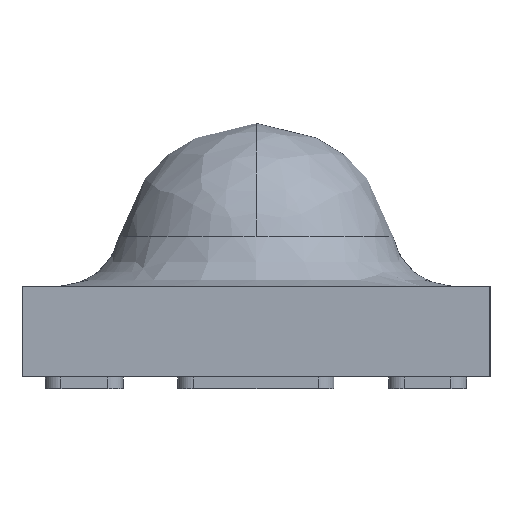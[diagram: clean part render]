
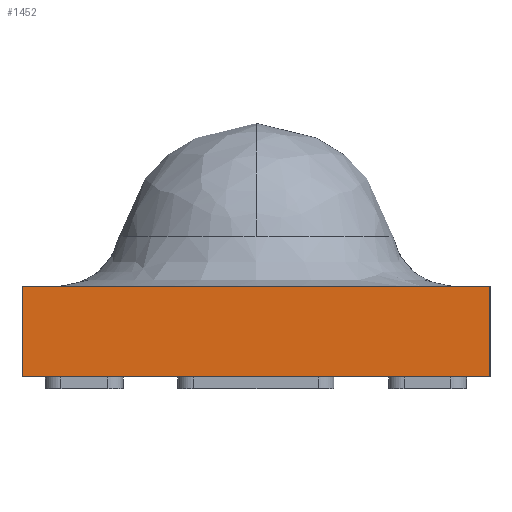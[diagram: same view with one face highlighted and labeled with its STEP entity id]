
A CAD part, front view. The second image highlights one B-rep face of the part: STEP entity #1452.
In plain terms, the highlighted planar face has unit normal (0, -1, 0).
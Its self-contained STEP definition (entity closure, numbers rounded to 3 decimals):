
#103 = CARTESIAN_POINT ( 'NONE',  ( 1.5, -1.5, -0.58 ) ) ;
#224 = CARTESIAN_POINT ( 'NONE',  ( 1.5, -1.5, -0.58 ) ) ;
#231 = DIRECTION ( 'NONE',  ( 1., 0., 0. ) ) ;
#232 = DIRECTION ( 'NONE',  ( 0., 0., -1. ) ) ;
#234 = CARTESIAN_POINT ( 'NONE',  ( -1.5, -1.5, -0.58 ) ) ;
#244 = CARTESIAN_POINT ( 'NONE',  ( 1.5, -1.5, -0.2 ) ) ;
#245 = DIRECTION ( 'NONE',  ( 0., 0., -1. ) ) ;
#246 = CARTESIAN_POINT ( 'NONE',  ( -1.5, -1.5, 0. ) ) ;
#247 = DIRECTION ( 'NONE',  ( 1., 0., 0. ) ) ;
#393 = CARTESIAN_POINT ( 'NONE',  ( -1.5, -1.5, 0. ) ) ;
#408 = CARTESIAN_POINT ( 'NONE',  ( -1.5, -1.5, -0.58 ) ) ;
#425 = CARTESIAN_POINT ( 'NONE',  ( 1.5, -1.5, 0. ) ) ;
#554 = LINE ( 'NONE', #244, #558 ) ;
#557 = LINE ( 'NONE', #246, #561 ) ;
#558 = VECTOR ( 'NONE', #245, 1000. ) ;
#561 = VECTOR ( 'NONE', #247, 1000. ) ;
#634 = VERTEX_POINT ( 'NONE', #393 ) ;
#675 = VERTEX_POINT ( 'NONE', #408 ) ;
#679 = VERTEX_POINT ( 'NONE', #425 ) ;
#683 = VERTEX_POINT ( 'NONE', #103 ) ;
#729 = ORIENTED_EDGE ( 'NONE', *, *, #824, .F. ) ;
#748 = ORIENTED_EDGE ( 'NONE', *, *, #823, .F. ) ;
#749 = ORIENTED_EDGE ( 'NONE', *, *, #820, .T. ) ;
#751 = ORIENTED_EDGE ( 'NONE', *, *, #817, .T. ) ;
#760 = VECTOR ( 'NONE', #231, 1000. ) ;
#764 = LINE ( 'NONE', #234, #785 ) ;
#784 = LINE ( 'NONE', #224, #760 ) ;
#785 = VECTOR ( 'NONE', #232, 1000. ) ;
#817 = EDGE_CURVE ( 'NONE', #675, #683, #784, .T. ) ;
#820 = EDGE_CURVE ( 'NONE', #634, #675, #764, .T. ) ;
#823 = EDGE_CURVE ( 'NONE', #679, #683, #554, .T. ) ;
#824 = EDGE_CURVE ( 'NONE', #634, #679, #557, .T. ) ;
#917 = AXIS2_PLACEMENT_3D ( 'NONE', #1066, #1072, #1073 ) ;
#1066 = CARTESIAN_POINT ( 'NONE',  ( 1.5, -1.5, -0.58 ) ) ;
#1070 = PLANE ( 'NONE',  #917 ) ;
#1072 = DIRECTION ( 'NONE',  ( 0., -1., 0. ) ) ;
#1073 = DIRECTION ( 'NONE',  ( 0., 0., 1. ) ) ;
#1338 = EDGE_LOOP ( 'NONE', ( #748, #729, #749, #751 ) ) ;
#1420 = FACE_OUTER_BOUND ( 'NONE', #1338, .T. ) ;
#1452 = ADVANCED_FACE ( 'NONE', ( #1420 ), #1070, .T. ) ;
